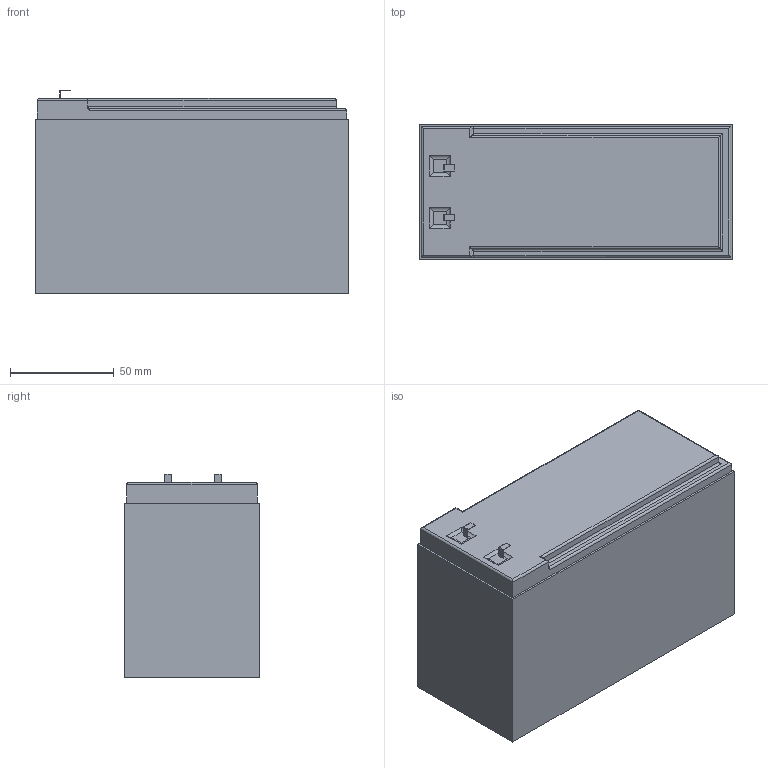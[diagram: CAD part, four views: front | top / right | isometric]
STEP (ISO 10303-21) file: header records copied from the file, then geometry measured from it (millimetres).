
FILE_DESCRIPTION(/* description */ (''),/* implementation_level */ '2;1');
FILE_NAME(/* name */ 'MMC - Lead Acid Battery.step',/* time_stamp */ '2022-07-28T20:58:09+02:00',/* author */ (''),/* organization */ (''),/* preprocessor_version */ 'ST-DEVELOPER v19',/* originating_system */ 'Autodesk Translation Framework v11.7.0.108',/* authorisation */ '');
FILE_SCHEMA (('AUTOMOTIVE_DESIGN { 1 0 10303 214 3 1 1 }'));
Length unit declared in the file: millimetre
Products named in the file (1): Untitled
Bounding box: 151 x 65 x 98 mm (x, y, z)
Volume: 911418.9 mm3; surface area: 78594 mm2
Topology: 4 solids, 4 shells, 64 faces, 146 edges, 92 vertices
Faces by surface type: plane 36, cylinder 26, torus 2
Entity records: 1832 total; most frequent: CARTESIAN_POINT 313, DIRECTION 306, ORIENTED_EDGE 292, EDGE_CURVE 146, LINE 112, VECTOR 112, AXIS2_PLACEMENT_3D 97, VERTEX_POINT 92
